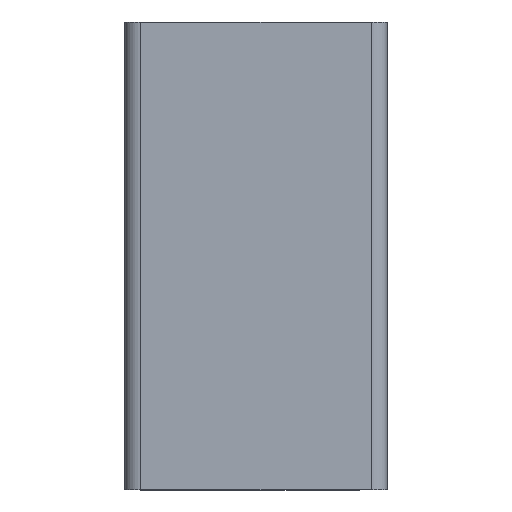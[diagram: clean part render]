
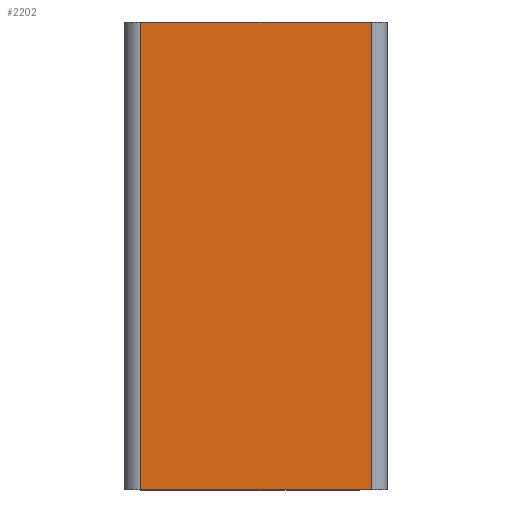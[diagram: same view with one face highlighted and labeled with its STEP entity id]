
A CAD part, top view. The second image highlights one B-rep face of the part: STEP entity #2202.
In plain terms, the highlighted planar face has unit normal (0, 0, 1).
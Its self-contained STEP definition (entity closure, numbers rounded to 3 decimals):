
#831 = PLANE('',#832);
#832 = AXIS2_PLACEMENT_3D('',#833,#834,#835);
#833 = CARTESIAN_POINT('',(-70.963,-28.9,1.619));
#834 = DIRECTION('',(0.,1.,0.));
#835 = DIRECTION('',(1.,0.,0.));
#887 = PLANE('',#888);
#888 = AXIS2_PLACEMENT_3D('',#889,#890,#891);
#889 = CARTESIAN_POINT('',(-70.963,28.9,1.619));
#890 = DIRECTION('',(0.,1.,0.));
#891 = DIRECTION('',(1.,0.,0.));
#1113 = CYLINDRICAL_SURFACE('',#1114,2.);
#1114 = AXIS2_PLACEMENT_3D('',#1115,#1116,#1117);
#1115 = CARTESIAN_POINT('',(-52.303,28.9,14.098));
#1116 = DIRECTION('',(0.,-1.,0.));
#1117 = DIRECTION('',(0.,0.,1.));
#1704 = VERTEX_POINT('',#1705);
#1705 = CARTESIAN_POINT('',(-80.8,-28.9,16.098));
#1720 = CYLINDRICAL_SURFACE('',#1721,2.);
#1721 = AXIS2_PLACEMENT_3D('',#1722,#1723,#1724);
#1722 = CARTESIAN_POINT('',(-80.8,28.9,14.098));
#1723 = DIRECTION('',(0.,-1.,0.));
#1724 = DIRECTION('',(-1.,0.,0.));
#1732 = EDGE_CURVE('',#1733,#1704,#1735,.T.);
#1733 = VERTEX_POINT('',#1734);
#1734 = CARTESIAN_POINT('',(-52.303,-28.9,16.098));
#1735 = SURFACE_CURVE('',#1736,(#1740,#1747),.PCURVE_S1.);
#1736 = LINE('',#1737,#1738);
#1737 = CARTESIAN_POINT('',(-50.303,-28.9,16.098));
#1738 = VECTOR('',#1739,1.);
#1739 = DIRECTION('',(-1.,0.,0.));
#1740 = PCURVE('',#831,#1741);
#1741 = DEFINITIONAL_REPRESENTATION('',(#1742),#1746);
#1742 = LINE('',#1743,#1744);
#1743 = CARTESIAN_POINT('',(20.661,-14.479));
#1744 = VECTOR('',#1745,1.);
#1745 = DIRECTION('',(-1.,0.));
#1746 = ( GEOMETRIC_REPRESENTATION_CONTEXT(2) 
PARAMETRIC_REPRESENTATION_CONTEXT() REPRESENTATION_CONTEXT('2D SPACE',''
  ) );
#1747 = PCURVE('',#1748,#1753);
#1748 = PLANE('',#1749);
#1749 = AXIS2_PLACEMENT_3D('',#1750,#1751,#1752);
#1750 = CARTESIAN_POINT('',(-50.303,28.9,16.098));
#1751 = DIRECTION('',(-0.,0.,-1.));
#1752 = DIRECTION('',(-1.,0.,0.));
#1753 = DEFINITIONAL_REPRESENTATION('',(#1754),#1758);
#1754 = LINE('',#1755,#1756);
#1755 = CARTESIAN_POINT('',(0.,-57.8));
#1756 = VECTOR('',#1757,1.);
#1757 = DIRECTION('',(1.,0.));
#1758 = ( GEOMETRIC_REPRESENTATION_CONTEXT(2) 
PARAMETRIC_REPRESENTATION_CONTEXT() REPRESENTATION_CONTEXT('2D SPACE',''
  ) );
#1886 = VERTEX_POINT('',#1887);
#1887 = CARTESIAN_POINT('',(-80.8,28.9,16.098));
#1909 = EDGE_CURVE('',#1910,#1886,#1912,.T.);
#1910 = VERTEX_POINT('',#1911);
#1911 = CARTESIAN_POINT('',(-52.303,28.9,16.098));
#1912 = SURFACE_CURVE('',#1913,(#1917,#1924),.PCURVE_S1.);
#1913 = LINE('',#1914,#1915);
#1914 = CARTESIAN_POINT('',(-50.303,28.9,16.098));
#1915 = VECTOR('',#1916,1.);
#1916 = DIRECTION('',(-1.,0.,0.));
#1917 = PCURVE('',#887,#1918);
#1918 = DEFINITIONAL_REPRESENTATION('',(#1919),#1923);
#1919 = LINE('',#1920,#1921);
#1920 = CARTESIAN_POINT('',(20.661,-14.479));
#1921 = VECTOR('',#1922,1.);
#1922 = DIRECTION('',(-1.,0.));
#1923 = ( GEOMETRIC_REPRESENTATION_CONTEXT(2) 
PARAMETRIC_REPRESENTATION_CONTEXT() REPRESENTATION_CONTEXT('2D SPACE',''
  ) );
#1924 = PCURVE('',#1748,#1925);
#1925 = DEFINITIONAL_REPRESENTATION('',(#1926),#1930);
#1926 = LINE('',#1927,#1928);
#1927 = CARTESIAN_POINT('',(0.,0.));
#1928 = VECTOR('',#1929,1.);
#1929 = DIRECTION('',(1.,0.));
#1930 = ( GEOMETRIC_REPRESENTATION_CONTEXT(2) 
PARAMETRIC_REPRESENTATION_CONTEXT() REPRESENTATION_CONTEXT('2D SPACE',''
  ) );
#2062 = EDGE_CURVE('',#1910,#1733,#2063,.T.);
#2063 = SURFACE_CURVE('',#2064,(#2068,#2075),.PCURVE_S1.);
#2064 = LINE('',#2065,#2066);
#2065 = CARTESIAN_POINT('',(-52.303,28.9,16.098));
#2066 = VECTOR('',#2067,1.);
#2067 = DIRECTION('',(0.,-1.,0.));
#2068 = PCURVE('',#1113,#2069);
#2069 = DEFINITIONAL_REPRESENTATION('',(#2070),#2074);
#2070 = LINE('',#2071,#2072);
#2071 = CARTESIAN_POINT('',(-0.,0.));
#2072 = VECTOR('',#2073,1.);
#2073 = DIRECTION('',(-0.,1.));
#2074 = ( GEOMETRIC_REPRESENTATION_CONTEXT(2) 
PARAMETRIC_REPRESENTATION_CONTEXT() REPRESENTATION_CONTEXT('2D SPACE',''
  ) );
#2075 = PCURVE('',#1748,#2076);
#2076 = DEFINITIONAL_REPRESENTATION('',(#2077),#2081);
#2077 = LINE('',#2078,#2079);
#2078 = CARTESIAN_POINT('',(2.,0.));
#2079 = VECTOR('',#2080,1.);
#2080 = DIRECTION('',(0.,-1.));
#2081 = ( GEOMETRIC_REPRESENTATION_CONTEXT(2) 
PARAMETRIC_REPRESENTATION_CONTEXT() REPRESENTATION_CONTEXT('2D SPACE',''
  ) );
#2180 = EDGE_CURVE('',#1886,#1704,#2181,.T.);
#2181 = SURFACE_CURVE('',#2182,(#2186,#2193),.PCURVE_S1.);
#2182 = LINE('',#2183,#2184);
#2183 = CARTESIAN_POINT('',(-80.8,28.9,16.098));
#2184 = VECTOR('',#2185,1.);
#2185 = DIRECTION('',(0.,-1.,0.));
#2186 = PCURVE('',#1720,#2187);
#2187 = DEFINITIONAL_REPRESENTATION('',(#2188),#2192);
#2188 = LINE('',#2189,#2190);
#2189 = CARTESIAN_POINT('',(-1.571,0.));
#2190 = VECTOR('',#2191,1.);
#2191 = DIRECTION('',(-0.,1.));
#2192 = ( GEOMETRIC_REPRESENTATION_CONTEXT(2) 
PARAMETRIC_REPRESENTATION_CONTEXT() REPRESENTATION_CONTEXT('2D SPACE',''
  ) );
#2193 = PCURVE('',#1748,#2194);
#2194 = DEFINITIONAL_REPRESENTATION('',(#2195),#2199);
#2195 = LINE('',#2196,#2197);
#2196 = CARTESIAN_POINT('',(30.497,0.));
#2197 = VECTOR('',#2198,1.);
#2198 = DIRECTION('',(0.,-1.));
#2199 = ( GEOMETRIC_REPRESENTATION_CONTEXT(2) 
PARAMETRIC_REPRESENTATION_CONTEXT() REPRESENTATION_CONTEXT('2D SPACE',''
  ) );
#2202 = ADVANCED_FACE('',(#2203),#1748,.F.);
#2203 = FACE_BOUND('',#2204,.F.);
#2204 = EDGE_LOOP('',(#2205,#2206,#2207,#2208));
#2205 = ORIENTED_EDGE('',*,*,#1909,.F.);
#2206 = ORIENTED_EDGE('',*,*,#2062,.T.);
#2207 = ORIENTED_EDGE('',*,*,#1732,.T.);
#2208 = ORIENTED_EDGE('',*,*,#2180,.F.);
